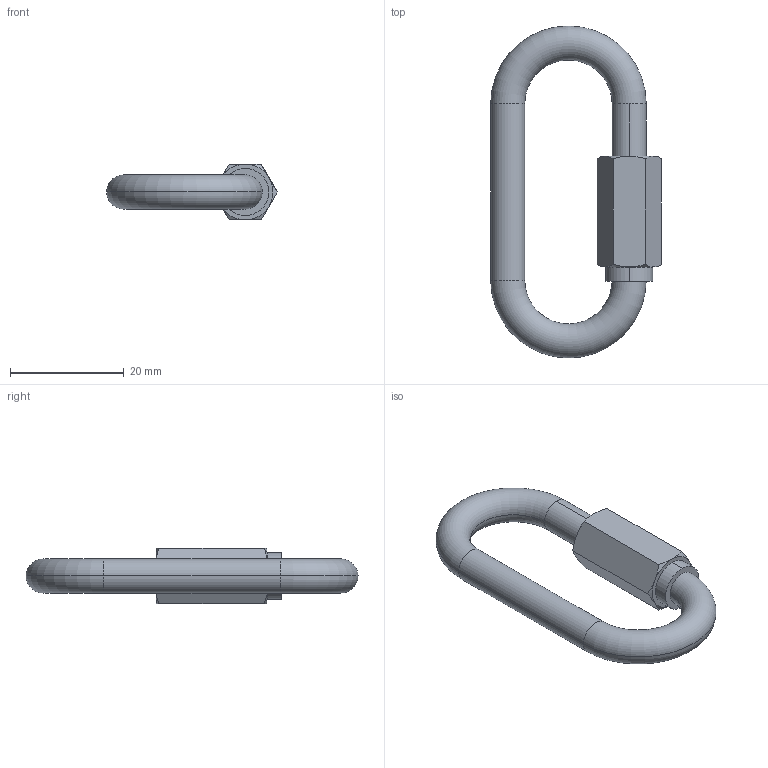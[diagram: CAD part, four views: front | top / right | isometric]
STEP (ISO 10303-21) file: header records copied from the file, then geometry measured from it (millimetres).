
FILE_DESCRIPTION (( 'STEP AP203' ), '1' );
FILE_NAME ('100078006 .step', '2017-10-27T13:52:54', ( '' ), ( '' ), 'SwSTEP 2.0', 'SolidWorks 2015', '' );
FILE_SCHEMA (( 'CONFIG_CONTROL_DESIGN' ));
Length unit declared in the file: millimetre
Products named in the file (3): 10007800X Teil1_100078006 Teil1; 10007800X Teil2_100078006 Teil2; 100078006 
Assembly tree (2 placements, depth 2):
  100078006 
    10007800X Teil1_100078006 Teil1
    10007800X Teil2_100078006 Teil2
Bounding box: 30.06 x 58.5 x 9.8 mm (x, y, z)
Volume: 4609 mm3; surface area: 3638.6 mm2
Topology: 2 solids, 2 shells, 58 faces, 124 edges, 72 vertices
Faces by surface type: cone 22, cylinder 16, plane 12, torus 8
Entity records: 1999 total; most frequent: CARTESIAN_POINT 443, DIRECTION 290, ORIENTED_EDGE 248, AXIS2_PLACEMENT_3D 129, EDGE_CURVE 124, VERTEX_POINT 72, CIRCLE 66, EDGE_LOOP 62
